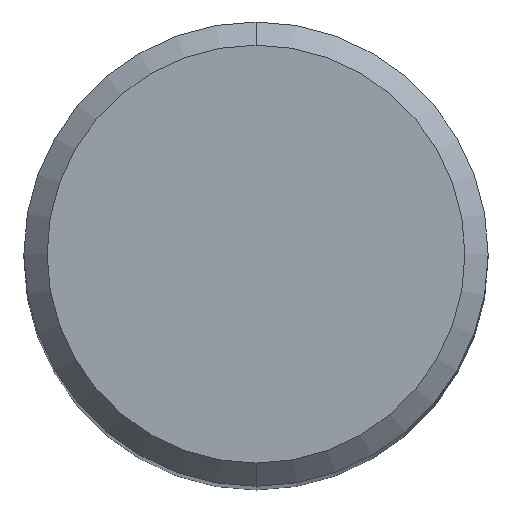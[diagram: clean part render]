
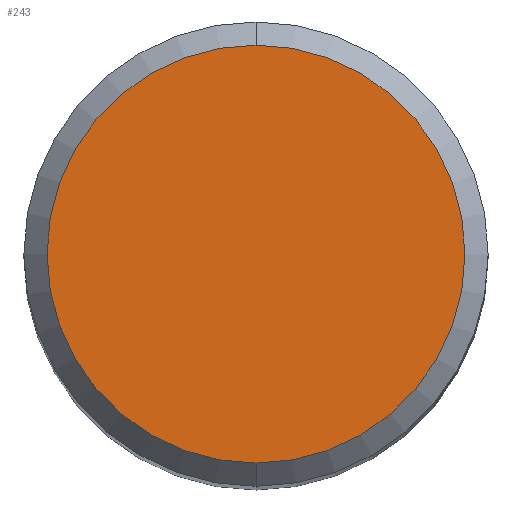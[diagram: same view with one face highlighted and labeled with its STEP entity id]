
A CAD part, top view. The second image highlights one B-rep face of the part: STEP entity #243.
In plain terms, the highlighted planar face has unit normal (0, 0, 1).
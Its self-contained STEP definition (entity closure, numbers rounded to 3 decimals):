
#191=VERTEX_POINT('',#486);
#243=ADVANCED_FACE('',(#541),#542,.T.);
#253=VERTEX_POINT('',#552);
#319=EDGE_CURVE('',#191,#253,#626,.T.);
#371=EDGE_CURVE('',#253,#191,#683,.T.);
#486=CARTESIAN_POINT('',(0.,-5.4,53.788));
#541=FACE_OUTER_BOUND('',#887,.T.);
#542=PLANE('',#888);
#552=CARTESIAN_POINT('',(0.0,5.4,53.788));
#626=CIRCLE('',#1071,5.4);
#683=CIRCLE('',#1220,5.4);
#887=EDGE_LOOP('',(#1503,#1504));
#888=AXIS2_PLACEMENT_3D('',#1505,#1506,#1507);
#1071=AXIS2_PLACEMENT_3D('',#1606,#1607,#1608);
#1220=AXIS2_PLACEMENT_3D('',#1667,#1668,#1669);
#1503=ORIENTED_EDGE('',*,*,#371,.F.);
#1504=ORIENTED_EDGE('',*,*,#319,.F.);
#1505=CARTESIAN_POINT('',(0.0,2.7,53.788));
#1506=DIRECTION('',(-0.0,0.0,1.0));
#1507=DIRECTION('',(0.0,-1.0,0.0));
#1606=CARTESIAN_POINT('',(0.0,0.0,53.788));
#1607=DIRECTION('',(0.0,0.0,-1.0));
#1608=DIRECTION('',(0.0,1.0,0.0));
#1667=CARTESIAN_POINT('',(0.0,0.0,53.788));
#1668=DIRECTION('',(0.0,0.0,-1.0));
#1669=DIRECTION('',(0.0,1.0,0.0));
